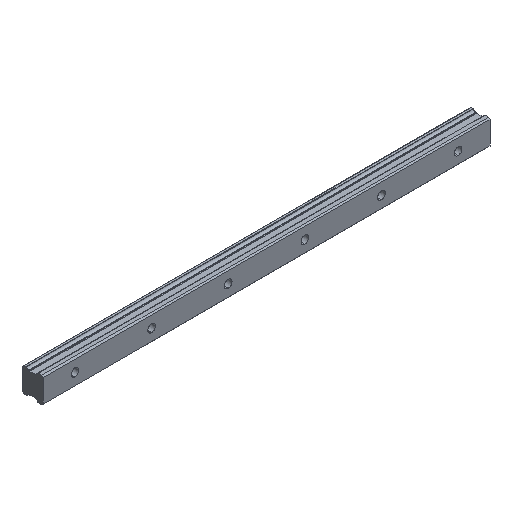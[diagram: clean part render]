
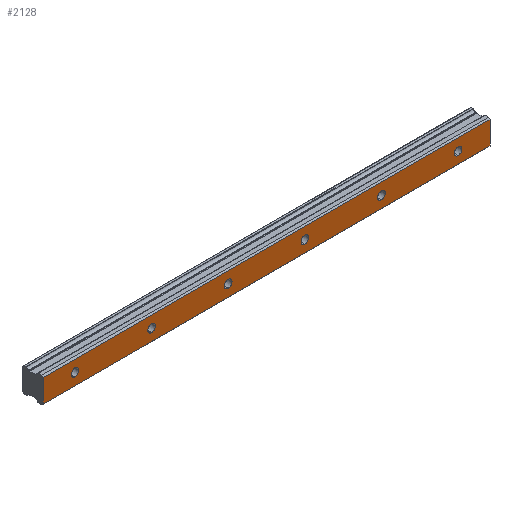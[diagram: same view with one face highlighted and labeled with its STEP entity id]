
A CAD part, isometric view. The second image highlights one B-rep face of the part: STEP entity #2128.
In plain terms, the highlighted planar face has unit normal (0, -1, 0).
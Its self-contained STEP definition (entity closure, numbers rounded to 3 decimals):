
#2 = FACE_BOUND ( 'NONE', #210, .T. ) ;
#14 = DIRECTION ( 'NONE',  ( 0., 1., 0. ) ) ;
#16 = VECTOR ( 'NONE', #17, 1000. ) ;
#17 = DIRECTION ( 'NONE',  ( 0., 0., -1. ) ) ;
#21 = DIRECTION ( 'NONE',  ( 0., -1., 0. ) ) ;
#24 = EDGE_CURVE ( 'NONE', #1896, #1883, #2031, .T. ) ;
#33 = CIRCLE ( 'NONE', #1266, 3. ) ;
#47 = CARTESIAN_POINT ( 'NONE',  ( 300., 0., 3. ) ) ;
#57 = EDGE_CURVE ( 'NONE', #1793, #945, #308, .T. ) ;
#72 = DIRECTION ( 'NONE',  ( 0., -1., 0. ) ) ;
#77 = AXIS2_PLACEMENT_3D ( 'NONE', #257, #72, #1605 ) ;
#79 = EDGE_LOOP ( 'NONE', ( #263, #392 ) ) ;
#80 = CIRCLE ( 'NONE', #954, 3. ) ;
#92 = CIRCLE ( 'NONE', #963, 3. ) ;
#117 = EDGE_CURVE ( 'NONE', #880, #612, #799, .T. ) ;
#124 = CARTESIAN_POINT ( 'NONE',  ( -25., 0., 9. ) ) ;
#137 = EDGE_CURVE ( 'NONE', #945, #1793, #80, .T. ) ;
#167 = DIRECTION ( 'NONE',  ( 0., 0., 1. ) ) ;
#177 = EDGE_CURVE ( 'NONE', #612, #880, #621, .T. ) ;
#184 = CARTESIAN_POINT ( 'NONE',  ( 60., 0., 3. ) ) ;
#208 = CIRCLE ( 'NONE', #776, 3. ) ;
#210 = EDGE_LOOP ( 'NONE', ( #749, #1125 ) ) ;
#220 = ORIENTED_EDGE ( 'NONE', *, *, #832, .F. ) ;
#226 = ORIENTED_EDGE ( 'NONE', *, *, #57, .F. ) ;
#239 = AXIS2_PLACEMENT_3D ( 'NONE', #798, #1030, #1195 ) ;
#257 = CARTESIAN_POINT ( 'NONE',  ( 0., 0., 0. ) ) ;
#263 = ORIENTED_EDGE ( 'NONE', *, *, #1868, .F. ) ;
#264 = VECTOR ( 'NONE', #482, 1000. ) ;
#265 = DIRECTION ( 'NONE',  ( 0., -1., 0. ) ) ;
#277 = CARTESIAN_POINT ( 'NONE',  ( 120., 0., -3. ) ) ;
#279 = AXIS2_PLACEMENT_3D ( 'NONE', #877, #14, #371 ) ;
#288 = EDGE_CURVE ( 'NONE', #1054, #1293, #1802, .T. ) ;
#293 = VERTEX_POINT ( 'NONE', #1420 ) ;
#304 = EDGE_CURVE ( 'NONE', #1883, #1896, #1870, .T. ) ;
#308 = CIRCLE ( 'NONE', #239, 3. ) ;
#317 = EDGE_CURVE ( 'NONE', #1536, #323, #2084, .T. ) ;
#323 = VERTEX_POINT ( 'NONE', #1258 ) ;
#324 = CARTESIAN_POINT ( 'NONE',  ( 325., 0., -9. ) ) ;
#333 = DIRECTION ( 'NONE',  ( 0., -1., 0. ) ) ;
#344 = PLANE ( 'NONE',  #279 ) ;
#345 = VECTOR ( 'NONE', #1259, 1000. ) ;
#356 = FACE_BOUND ( 'NONE', #2057, .T. ) ;
#371 = DIRECTION ( 'NONE',  ( 0., 0., 1. ) ) ;
#374 = ORIENTED_EDGE ( 'NONE', *, *, #137, .F. ) ;
#375 = ORIENTED_EDGE ( 'NONE', *, *, #1531, .F. ) ;
#382 = VERTEX_POINT ( 'NONE', #124 ) ;
#392 = ORIENTED_EDGE ( 'NONE', *, *, #759, .F. ) ;
#399 = VERTEX_POINT ( 'NONE', #277 ) ;
#448 = CARTESIAN_POINT ( 'NONE',  ( -25., 0., 9. ) ) ;
#456 = CARTESIAN_POINT ( 'NONE',  ( 0., 0., -3. ) ) ;
#482 = DIRECTION ( 'NONE',  ( -1., 0., 0. ) ) ;
#483 = DIRECTION ( 'NONE',  ( 0., -1., 0. ) ) ;
#506 = EDGE_CURVE ( 'NONE', #1293, #1054, #92, .T. ) ;
#513 = DIRECTION ( 'NONE',  ( 0., 0., 1. ) ) ;
#526 = CARTESIAN_POINT ( 'NONE',  ( 60., 0., 0. ) ) ;
#532 = VERTEX_POINT ( 'NONE', #1736 ) ;
#569 = ORIENTED_EDGE ( 'NONE', *, *, #177, .F. ) ;
#572 = LINE ( 'NONE', #448, #345 ) ;
#612 = VERTEX_POINT ( 'NONE', #47 ) ;
#621 = CIRCLE ( 'NONE', #1505, 3. ) ;
#628 = DIRECTION ( 'NONE',  ( 1., 0., 0. ) ) ;
#645 = EDGE_CURVE ( 'NONE', #532, #382, #572, .T. ) ;
#660 = DIRECTION ( 'NONE',  ( 0., -1., 0. ) ) ;
#707 = CARTESIAN_POINT ( 'NONE',  ( 120., 0., 3. ) ) ;
#725 = EDGE_LOOP ( 'NONE', ( #375, #2170, #1737, #2107 ) ) ;
#739 = ORIENTED_EDGE ( 'NONE', *, *, #506, .F. ) ;
#749 = ORIENTED_EDGE ( 'NONE', *, *, #24, .F. ) ;
#753 = CARTESIAN_POINT ( 'NONE',  ( 120., 0., 0. ) ) ;
#759 = EDGE_CURVE ( 'NONE', #399, #1346, #878, .T. ) ;
#776 = AXIS2_PLACEMENT_3D ( 'NONE', #753, #265, #957 ) ;
#798 = CARTESIAN_POINT ( 'NONE',  ( 60., 0., 0. ) ) ;
#799 = CIRCLE ( 'NONE', #1530, 3. ) ;
#812 = EDGE_CURVE ( 'NONE', #382, #293, #1677, .T. ) ;
#832 = EDGE_CURVE ( 'NONE', #323, #1536, #33, .T. ) ;
#839 = AXIS2_PLACEMENT_3D ( 'NONE', #1078, #883, #1941 ) ;
#851 = FACE_BOUND ( 'NONE', #1087, .T. ) ;
#853 = CARTESIAN_POINT ( 'NONE',  ( 325., 0., 9. ) ) ;
#877 = CARTESIAN_POINT ( 'NONE',  ( 325., 0., 9. ) ) ;
#878 = CIRCLE ( 'NONE', #1012, 3. ) ;
#880 = VERTEX_POINT ( 'NONE', #1501 ) ;
#883 = DIRECTION ( 'NONE',  ( 0., -1., 0. ) ) ;
#939 = DIRECTION ( 'NONE',  ( 0., -1., 0. ) ) ;
#945 = VERTEX_POINT ( 'NONE', #184 ) ;
#949 = VECTOR ( 'NONE', #628, 1000. ) ;
#954 = AXIS2_PLACEMENT_3D ( 'NONE', #526, #333, #167 ) ;
#957 = DIRECTION ( 'NONE',  ( 0., 0., 1. ) ) ;
#959 = EDGE_CURVE ( 'NONE', #293, #1603, #1707, .T. ) ;
#963 = AXIS2_PLACEMENT_3D ( 'NONE', #1208, #1570, #1712 ) ;
#983 = ORIENTED_EDGE ( 'NONE', *, *, #288, .F. ) ;
#999 = DIRECTION ( 'NONE',  ( 0., 0., 1. ) ) ;
#1007 = CARTESIAN_POINT ( 'NONE',  ( 180., 0., 3. ) ) ;
#1012 = AXIS2_PLACEMENT_3D ( 'NONE', #2126, #939, #1412 ) ;
#1030 = DIRECTION ( 'NONE',  ( 0., -1., 0. ) ) ;
#1037 = FACE_BOUND ( 'NONE', #1443, .T. ) ;
#1048 = ORIENTED_EDGE ( 'NONE', *, *, #317, .F. ) ;
#1054 = VERTEX_POINT ( 'NONE', #1694 ) ;
#1078 = CARTESIAN_POINT ( 'NONE',  ( 240., 0., 0. ) ) ;
#1087 = EDGE_LOOP ( 'NONE', ( #1048, #220 ) ) ;
#1090 = CARTESIAN_POINT ( 'NONE',  ( 180., 0., 0. ) ) ;
#1124 = CARTESIAN_POINT ( 'NONE',  ( 325., 0., 9. ) ) ;
#1125 = ORIENTED_EDGE ( 'NONE', *, *, #304, .F. ) ;
#1162 = CARTESIAN_POINT ( 'NONE',  ( 325., 0., -9. ) ) ;
#1181 = CARTESIAN_POINT ( 'NONE',  ( 300., 0., 0. ) ) ;
#1195 = DIRECTION ( 'NONE',  ( 0., 0., 1. ) ) ;
#1208 = CARTESIAN_POINT ( 'NONE',  ( 240., 0., 0. ) ) ;
#1254 = AXIS2_PLACEMENT_3D ( 'NONE', #2162, #483, #1794 ) ;
#1258 = CARTESIAN_POINT ( 'NONE',  ( 180., 0., -3. ) ) ;
#1259 = DIRECTION ( 'NONE',  ( 0., 0., 1. ) ) ;
#1266 = AXIS2_PLACEMENT_3D ( 'NONE', #1835, #1988, #2177 ) ;
#1293 = VERTEX_POINT ( 'NONE', #2131 ) ;
#1302 = AXIS2_PLACEMENT_3D ( 'NONE', #1090, #2078, #1431 ) ;
#1339 = LINE ( 'NONE', #324, #264 ) ;
#1346 = VERTEX_POINT ( 'NONE', #707 ) ;
#1367 = FACE_OUTER_BOUND ( 'NONE', #725, .T. ) ;
#1412 = DIRECTION ( 'NONE',  ( 0., 0., 1. ) ) ;
#1420 = CARTESIAN_POINT ( 'NONE',  ( 325., 0., 9. ) ) ;
#1431 = DIRECTION ( 'NONE',  ( 0., 0., 1. ) ) ;
#1443 = EDGE_LOOP ( 'NONE', ( #374, #226 ) ) ;
#1501 = CARTESIAN_POINT ( 'NONE',  ( 300., 0., -3. ) ) ;
#1505 = AXIS2_PLACEMENT_3D ( 'NONE', #1181, #660, #513 ) ;
#1530 = AXIS2_PLACEMENT_3D ( 'NONE', #1699, #21, #999 ) ;
#1531 = EDGE_CURVE ( 'NONE', #1603, #532, #1339, .T. ) ;
#1536 = VERTEX_POINT ( 'NONE', #1007 ) ;
#1561 = ORIENTED_EDGE ( 'NONE', *, *, #117, .F. ) ;
#1570 = DIRECTION ( 'NONE',  ( 0., -1., 0. ) ) ;
#1603 = VERTEX_POINT ( 'NONE', #1162 ) ;
#1605 = DIRECTION ( 'NONE',  ( 0., 0., 1. ) ) ;
#1677 = LINE ( 'NONE', #1124, #949 ) ;
#1694 = CARTESIAN_POINT ( 'NONE',  ( 240., 0., -3. ) ) ;
#1699 = CARTESIAN_POINT ( 'NONE',  ( 300., 0., 0. ) ) ;
#1707 = LINE ( 'NONE', #853, #16 ) ;
#1712 = DIRECTION ( 'NONE',  ( 0., 0., 1. ) ) ;
#1720 = CARTESIAN_POINT ( 'NONE',  ( 60., 0., -3. ) ) ;
#1736 = CARTESIAN_POINT ( 'NONE',  ( -25., 0., -9. ) ) ;
#1737 = ORIENTED_EDGE ( 'NONE', *, *, #812, .F. ) ;
#1793 = VERTEX_POINT ( 'NONE', #1720 ) ;
#1794 = DIRECTION ( 'NONE',  ( 0., 0., 1. ) ) ;
#1802 = CIRCLE ( 'NONE', #839, 3. ) ;
#1817 = EDGE_LOOP ( 'NONE', ( #739, #983 ) ) ;
#1835 = CARTESIAN_POINT ( 'NONE',  ( 180., 0., 0. ) ) ;
#1861 = FACE_BOUND ( 'NONE', #1817, .T. ) ;
#1868 = EDGE_CURVE ( 'NONE', #1346, #399, #208, .T. ) ;
#1870 = CIRCLE ( 'NONE', #77, 3. ) ;
#1883 = VERTEX_POINT ( 'NONE', #456 ) ;
#1896 = VERTEX_POINT ( 'NONE', #1927 ) ;
#1897 = FACE_BOUND ( 'NONE', #79, .T. ) ;
#1927 = CARTESIAN_POINT ( 'NONE',  ( 0., 0., 3. ) ) ;
#1941 = DIRECTION ( 'NONE',  ( 0., 0., 1. ) ) ;
#1988 = DIRECTION ( 'NONE',  ( 0., -1., 0. ) ) ;
#2031 = CIRCLE ( 'NONE', #1254, 3. ) ;
#2057 = EDGE_LOOP ( 'NONE', ( #569, #1561 ) ) ;
#2078 = DIRECTION ( 'NONE',  ( 0., -1., 0. ) ) ;
#2084 = CIRCLE ( 'NONE', #1302, 3. ) ;
#2107 = ORIENTED_EDGE ( 'NONE', *, *, #645, .F. ) ;
#2126 = CARTESIAN_POINT ( 'NONE',  ( 120., 0., 0. ) ) ;
#2128 = ADVANCED_FACE ( 'NONE', ( #1367, #2, #356, #1861, #851, #1897, #1037 ), #344, .F. ) ;
#2131 = CARTESIAN_POINT ( 'NONE',  ( 240., 0., 3. ) ) ;
#2162 = CARTESIAN_POINT ( 'NONE',  ( 0., 0., 0. ) ) ;
#2170 = ORIENTED_EDGE ( 'NONE', *, *, #959, .F. ) ;
#2177 = DIRECTION ( 'NONE',  ( 0., 0., 1. ) ) ;
